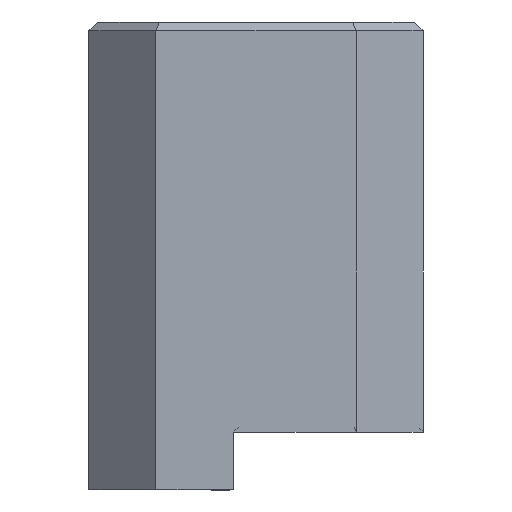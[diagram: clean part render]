
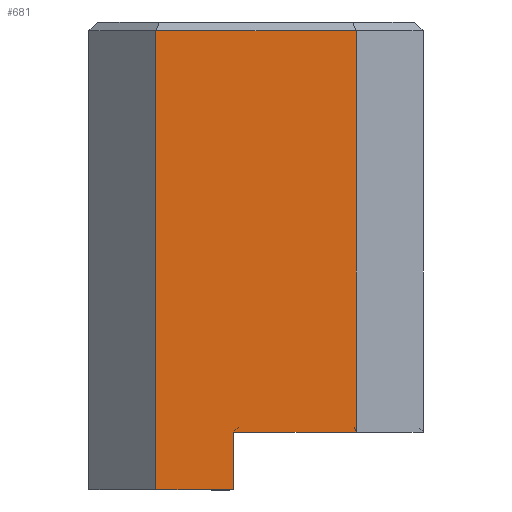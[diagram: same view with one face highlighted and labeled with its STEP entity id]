
A CAD part, front view. The second image highlights one B-rep face of the part: STEP entity #681.
In plain terms, the highlighted planar face has unit normal (0, -1, 0).
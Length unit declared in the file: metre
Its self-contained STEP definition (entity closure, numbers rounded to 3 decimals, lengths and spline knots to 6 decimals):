
#76=ORIENTED_EDGE('',*,*,#243,.F.);
#77=ORIENTED_EDGE('',*,*,#264,.T.);
#78=ORIENTED_EDGE('',*,*,#262,.T.);
#79=ORIENTED_EDGE('',*,*,#247,.T.);
#80=ORIENTED_EDGE('',*,*,#265,.F.);
#81=ORIENTED_EDGE('',*,*,#266,.T.);
#243=EDGE_CURVE('',#340,#341,#403,.T.);
#247=EDGE_CURVE('',#345,#344,#406,.T.);
#262=EDGE_CURVE('',#356,#345,#418,.T.);
#264=EDGE_CURVE('',#340,#356,#420,.T.);
#265=EDGE_CURVE('',#357,#344,#421,.T.);
#266=EDGE_CURVE('',#357,#341,#422,.T.);
#340=VERTEX_POINT('',#1004);
#341=VERTEX_POINT('',#1006);
#344=VERTEX_POINT('',#1013);
#345=VERTEX_POINT('',#1015);
#356=VERTEX_POINT('',#1044);
#357=VERTEX_POINT('',#1049);
#403=LINE('',#1005,#481);
#406=LINE('',#1014,#484);
#418=LINE('',#1043,#496);
#420=LINE('',#1047,#498);
#421=LINE('',#1048,#499);
#422=LINE('',#1050,#500);
#481=VECTOR('',#802,1.);
#484=VECTOR('',#809,1.);
#496=VECTOR('',#833,1.);
#498=VECTOR('',#837,1.);
#499=VECTOR('',#838,1.);
#500=VECTOR('',#839,1.);
#555=EDGE_LOOP('',(#76,#77,#78,#79,#80,#81));
#601=FACE_BOUND('',#555,.T.);
#647=PLANE('',#736);
#681=ADVANCED_FACE('',(#601),#647,.F.);
#736=AXIS2_PLACEMENT_3D('',#1046,#835,#836);
#802=DIRECTION('',(0.,0.,-1.));
#809=DIRECTION('',(1.,0.,0.));
#833=DIRECTION('',(0.,0.,-1.));
#835=DIRECTION('',(0.,1.,0.));
#836=DIRECTION('',(0.,0.,1.));
#837=DIRECTION('',(-1.,0.,0.));
#838=DIRECTION('',(0.,0.,-1.));
#839=DIRECTION('',(1.,0.,0.));
#1004=CARTESIAN_POINT('',(0.2239,0.009298,0.059462));
#1005=CARTESIAN_POINT('',(0.2239,0.009298,0.059862));
#1006=CARTESIAN_POINT('',(0.2239,0.009298,0.041462));
#1013=CARTESIAN_POINT('',(0.2184,0.009298,0.038862));
#1014=CARTESIAN_POINT('',(0.21665,0.009298,0.038862));
#1015=CARTESIAN_POINT('',(0.2149,0.009298,0.038862));
#1043=CARTESIAN_POINT('',(0.2149,0.009298,0.059862));
#1044=CARTESIAN_POINT('',(0.2149,0.009298,0.059462));
#1046=CARTESIAN_POINT('',(0.21665,0.009298,0.059862));
#1047=CARTESIAN_POINT('',(0.2149,0.009298,0.059462));
#1048=CARTESIAN_POINT('',(0.2184,0.009298,0.041862));
#1049=CARTESIAN_POINT('',(0.2184,0.009298,0.041462));
#1050=CARTESIAN_POINT('',(0.22415,0.009298,0.041462));
